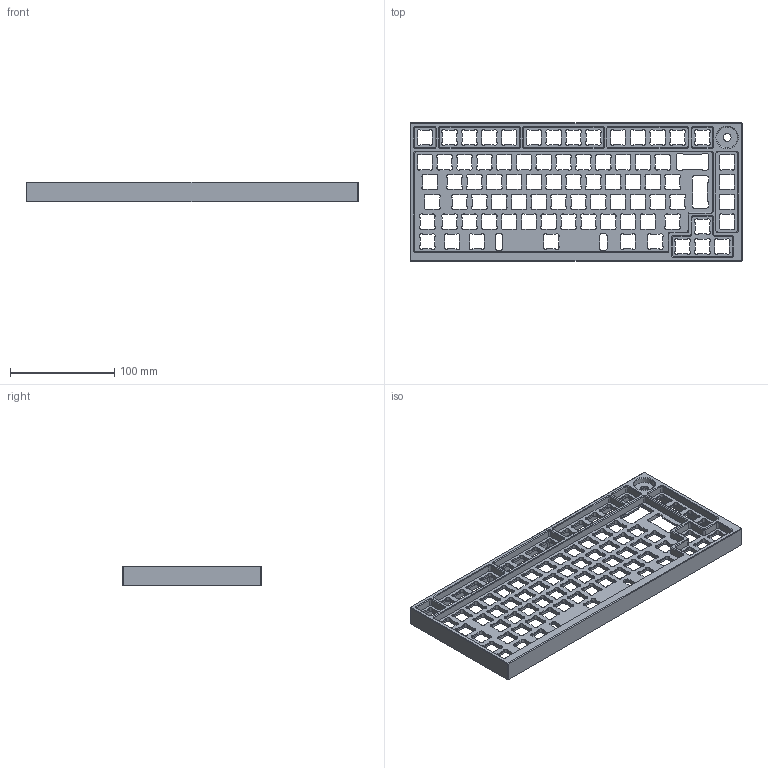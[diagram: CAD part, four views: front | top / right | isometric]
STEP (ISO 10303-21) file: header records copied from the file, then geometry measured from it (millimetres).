
FILE_DESCRIPTION(/* description */ (''),/* implementation_level */ '2;1');
FILE_NAME(/* name */ 'isometria-75-top.step',/* time_stamp */ '2020-05-09T02:07:16+02:00',/* author */ (''),/* organization */ (''),/* preprocessor_version */ 'ST-DEVELOPER v18.1',/* originating_system */ 'Autodesk Translation Framework v9.2.0.1227',/* authorisation */ '');
FILE_SCHEMA (('AUTOMOTIVE_DESIGN { 1 0 10303 214 3 1 1 }'));
Products named in the file (1): enclosure
Bounding box: 318.25 x 133 x 19 mm (x, y, z)
Volume: 178231 mm3; surface area: 107047.6 mm2
Topology: 1 solids, 1 shells, 1944 faces, 5688 edges, 3761 vertices
Faces by surface type: cylinder 1093, plane 810, cone 41
Full cylindrical faces by diameter (mm): 3.8 x7, 7.5 x1, 20 x2
Entity records: 65855 total; most frequent: DIRECTION 12129, CARTESIAN_POINT 11394, ORIENTED_EDGE 11376, EDGE_CURVE 5688, AXIS2_PLACEMENT_3D 4496, VERTEX_POINT 3761, LINE 3137, VECTOR 3137
